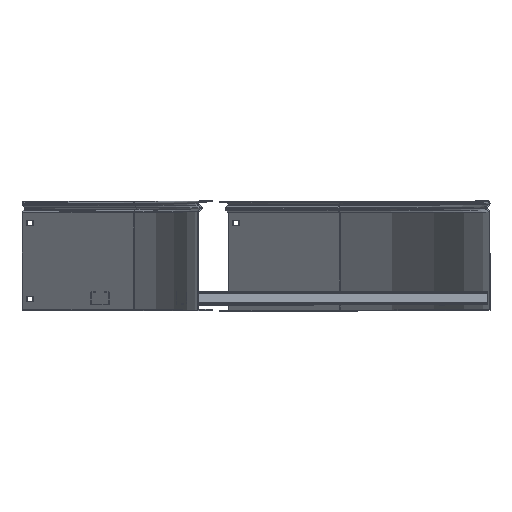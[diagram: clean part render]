
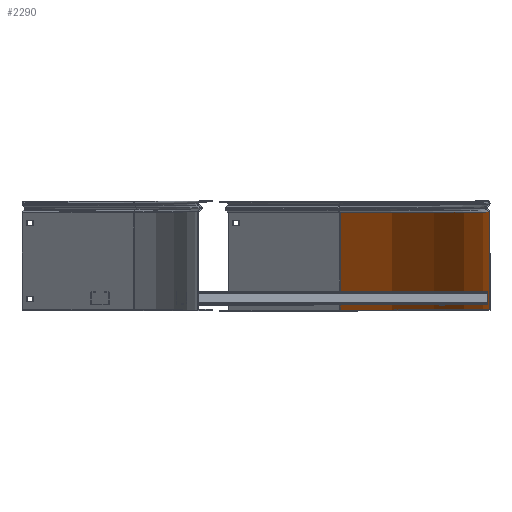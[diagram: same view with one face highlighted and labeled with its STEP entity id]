
A CAD part, top view. The second image highlights one B-rep face of the part: STEP entity #2290.
In plain terms, the highlighted cylindrical face has radius 698.8 mm (diameter 1397.6 mm), a partial arc.
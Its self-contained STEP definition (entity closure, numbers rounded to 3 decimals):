
#44 = ORIENTED_EDGE ( 'NONE', *, *, #7685, .T. ) ;
#162 = DIRECTION ( 'NONE',  ( 0., 1., 0. ) ) ;
#483 = CARTESIAN_POINT ( 'NONE',  ( 698.8, 0., 0. ) ) ;
#715 = CARTESIAN_POINT ( 'NONE',  ( 494.126, 1.2, -494.126 ) ) ;
#868 = DIRECTION ( 'NONE',  ( 0., -1., 0. ) ) ;
#1208 = VERTEX_POINT ( 'NONE', #715 ) ;
#1272 = CARTESIAN_POINT ( 'NONE',  ( 698.8, 134.965, 0. ) ) ;
#1279 = ORIENTED_EDGE ( 'NONE', *, *, #2754, .F. ) ;
#1574 = AXIS2_PLACEMENT_3D ( 'NONE', #7711, #868, #2751 ) ;
#1643 = CARTESIAN_POINT ( 'NONE',  ( 0., 1.2, 0. ) ) ;
#2058 = DIRECTION ( 'NONE',  ( 0., 1., 0. ) ) ;
#2290 = ADVANCED_FACE ( 'NONE', ( #7807 ), #5360, .F. ) ;
#2561 = VECTOR ( 'NONE', #4848, 1000. ) ;
#2596 = VERTEX_POINT ( 'NONE', #6252 ) ;
#2751 = DIRECTION ( 'NONE',  ( 0., 0., -1. ) ) ;
#2754 = EDGE_CURVE ( 'NONE', #5898, #7199, #3520, .T. ) ;
#3520 = CIRCLE ( 'NONE', #1574, 698.8 ) ;
#3619 = ORIENTED_EDGE ( 'NONE', *, *, #5374, .T. ) ;
#3981 = CARTESIAN_POINT ( 'NONE',  ( 494.126, 2.2, -494.126 ) ) ;
#3983 = AXIS2_PLACEMENT_3D ( 'NONE', #6978, #2058, #4623 ) ;
#4054 = ORIENTED_EDGE ( 'NONE', *, *, #5010, .F. ) ;
#4164 = VECTOR ( 'NONE', #162, 1000. ) ;
#4623 = DIRECTION ( 'NONE',  ( 0., 0., 1. ) ) ;
#4754 = LINE ( 'NONE', #3981, #4164 ) ;
#4848 = DIRECTION ( 'NONE',  ( 0., 1., 0. ) ) ;
#5008 = LINE ( 'NONE', #483, #2561 ) ;
#5010 = EDGE_CURVE ( 'NONE', #1208, #5898, #4754, .T. ) ;
#5338 = AXIS2_PLACEMENT_3D ( 'NONE', #1643, #6651, #5414 ) ;
#5360 = CYLINDRICAL_SURFACE ( 'NONE', #3983, 698.8 ) ;
#5374 = EDGE_CURVE ( 'NONE', #1208, #2596, #5828, .T. ) ;
#5414 = DIRECTION ( 'NONE',  ( 0., 0., 1. ) ) ;
#5828 = CIRCLE ( 'NONE', #5338, 698.8 ) ;
#5898 = VERTEX_POINT ( 'NONE', #7787 ) ;
#6252 = CARTESIAN_POINT ( 'NONE',  ( 698.8, 1.2, 0. ) ) ;
#6651 = DIRECTION ( 'NONE',  ( 0., -1., 0. ) ) ;
#6978 = CARTESIAN_POINT ( 'NONE',  ( 0., 0., 0. ) ) ;
#7199 = VERTEX_POINT ( 'NONE', #1272 ) ;
#7685 = EDGE_CURVE ( 'NONE', #2596, #7199, #5008, .T. ) ;
#7711 = CARTESIAN_POINT ( 'NONE',  ( 0., 134.965, 0. ) ) ;
#7787 = CARTESIAN_POINT ( 'NONE',  ( 494.126, 134.965, -494.126 ) ) ;
#7807 = FACE_OUTER_BOUND ( 'NONE', #7929, .T. ) ;
#7929 = EDGE_LOOP ( 'NONE', ( #44, #1279, #4054, #3619 ) ) ;
